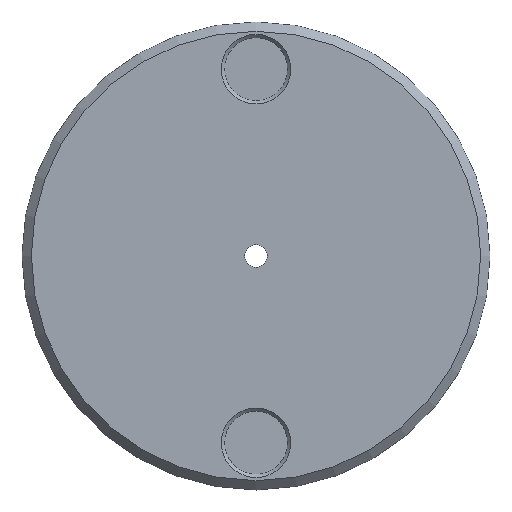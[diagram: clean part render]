
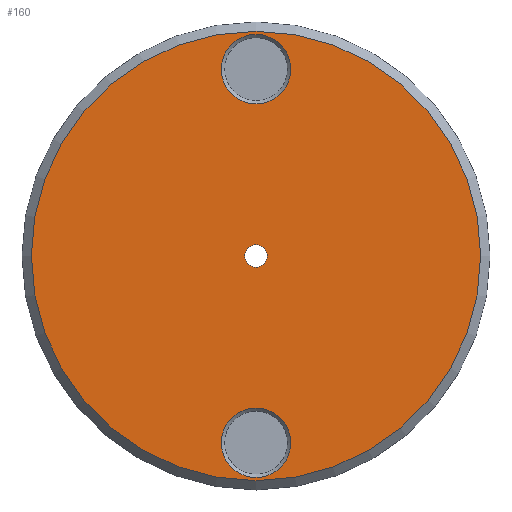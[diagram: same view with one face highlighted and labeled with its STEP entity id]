
A CAD part, top view. The second image highlights one B-rep face of the part: STEP entity #160.
In plain terms, the highlighted planar face has unit normal (0, 0, 1).
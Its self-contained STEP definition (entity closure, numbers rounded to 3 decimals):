
#19=FACE_BOUND('',#41,.T.);
#20=FACE_BOUND('',#42,.T.);
#21=FACE_BOUND('',#43,.T.);
#23=PLANE('',#188);
#28=FACE_OUTER_BOUND('',#40,.T.);
#40=EDGE_LOOP('',(#119));
#41=EDGE_LOOP('',(#120));
#42=EDGE_LOOP('',(#121));
#43=EDGE_LOOP('',(#122));
#71=CIRCLE('',#186,4.45);
#73=CIRCLE('',#189,28.8);
#74=CIRCLE('',#190,4.45);
#75=CIRCLE('',#191,1.45);
#83=VERTEX_POINT('',#269);
#85=VERTEX_POINT('',#275);
#86=VERTEX_POINT('',#277);
#87=VERTEX_POINT('',#279);
#95=EDGE_CURVE('',#83,#83,#71,.T.);
#98=EDGE_CURVE('',#85,#85,#73,.T.);
#99=EDGE_CURVE('',#86,#86,#74,.T.);
#100=EDGE_CURVE('',#87,#87,#75,.T.);
#119=ORIENTED_EDGE('',*,*,#98,.F.);
#120=ORIENTED_EDGE('',*,*,#99,.F.);
#121=ORIENTED_EDGE('',*,*,#100,.T.);
#122=ORIENTED_EDGE('',*,*,#95,.F.);
#160=ADVANCED_FACE('',(#28,#19,#20,#21),#23,.T.);
#186=AXIS2_PLACEMENT_3D('',#270,#213,#214);
#188=AXIS2_PLACEMENT_3D('',#274,#218,#219);
#189=AXIS2_PLACEMENT_3D('',#276,#220,#221);
#190=AXIS2_PLACEMENT_3D('',#278,#222,#223);
#191=AXIS2_PLACEMENT_3D('',#280,#224,#225);
#213=DIRECTION('center_axis',(0.,0.,1.));
#214=DIRECTION('ref_axis',(1.,0.,0.));
#218=DIRECTION('center_axis',(0.,0.,1.));
#219=DIRECTION('ref_axis',(1.,0.,0.));
#220=DIRECTION('center_axis',(0.,0.,-1.));
#221=DIRECTION('ref_axis',(1.,0.,0.));
#222=DIRECTION('center_axis',(0.,0.,1.));
#223=DIRECTION('ref_axis',(1.,0.,0.));
#224=DIRECTION('center_axis',(0.,0.,-1.));
#225=DIRECTION('ref_axis',(1.,0.,0.));
#269=CARTESIAN_POINT('',(-4.45,23.95,0.));
#270=CARTESIAN_POINT('Origin',(0.,23.95,0.));
#274=CARTESIAN_POINT('Origin',(0.,0.,0.));
#275=CARTESIAN_POINT('',(-28.8,0.,0.));
#276=CARTESIAN_POINT('Origin',(0.,0.,0.));
#277=CARTESIAN_POINT('',(-4.45,-23.95,0.));
#278=CARTESIAN_POINT('Origin',(0.,-23.95,0.));
#279=CARTESIAN_POINT('',(-1.45,0.,0.));
#280=CARTESIAN_POINT('Origin',(0.,0.,0.));
